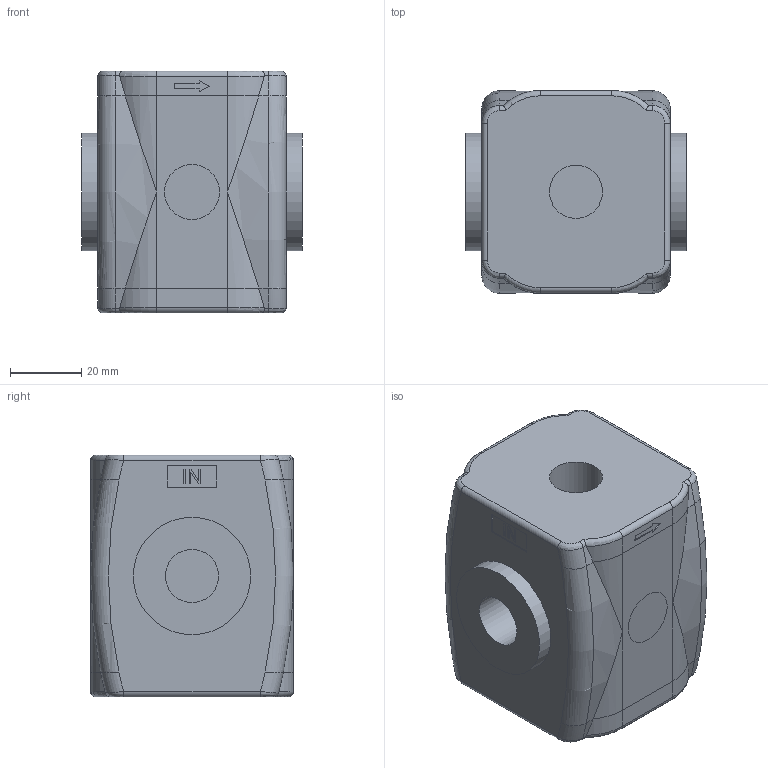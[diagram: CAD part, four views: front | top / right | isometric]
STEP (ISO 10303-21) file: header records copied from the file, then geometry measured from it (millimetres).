
FILE_DESCRIPTION((''),'2;1');
FILE_NAME('T172BPA.ipt.step','2010-08-23T14:11:57',(''),(''),'Autodesk Inventor 2010','Autodesk Inventor 2010','');
FILE_SCHEMA(('AUTOMOTIVE_DESIGN { 1 0 10303 214 1 1 1 1 }'));
Length unit declared in the file: millimetre
Products named in the file (1): T172BPA
Bounding box: 62 x 57 x 68 mm (x, y, z)
Volume: 198518 mm3; surface area: 22803 mm2
Topology: 1 solids, 1 shells, 172 faces, 400 edges, 250 vertices
Faces by surface type: plane 58, bspline 47, cylinder 47, torus 20
Full cylindrical faces by diameter (mm): 19 x1, 23 x1, 33 x1
Entity records: 5545 total; most frequent: CARTESIAN_POINT 1827, ORIENTED_EDGE 784, DIRECTION 654, EDGE_CURVE 392, VERTEX_POINT 250, VECTOR 222, LINE 222, AXIS2_PLACEMENT_3D 216
